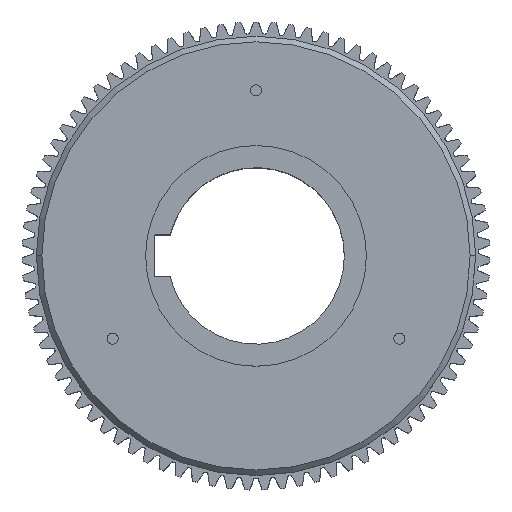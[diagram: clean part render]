
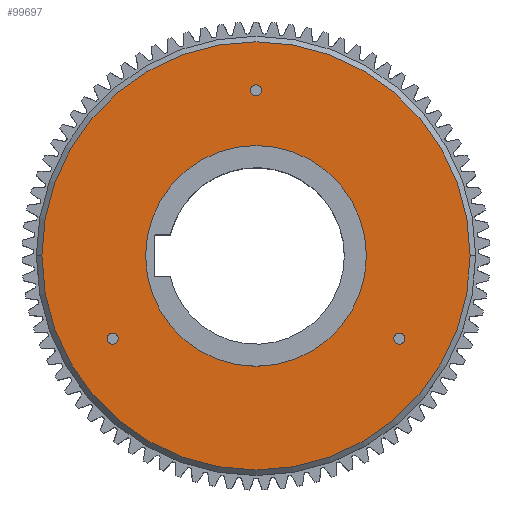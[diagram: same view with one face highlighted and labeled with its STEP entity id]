
A CAD part, top view. The second image highlights one B-rep face of the part: STEP entity #99697.
In plain terms, the highlighted planar face has unit normal (0, 0, 1).
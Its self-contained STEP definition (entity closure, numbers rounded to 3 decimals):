
#66401 = EDGE_CURVE ( 'NONE', #66404, #66408, #267354, .T. ) ;
#66404 = VERTEX_POINT ( 'NONE', #267466 ) ;
#66408 = VERTEX_POINT ( 'NONE', #267463 ) ;
#70803 = DIRECTION ( 'NONE',  ( 1., 0., 0. ) ) ;
#70806 = DIRECTION ( 'NONE',  ( 0., 0., 1. ) ) ;
#70809 = CARTESIAN_POINT ( 'NONE',  ( 0., 0., -2. ) ) ;
#70810 = AXIS2_PLACEMENT_3D ( 'NONE', #70809, #70806, #70803 ) ;
#70829 = CIRCLE ( 'NONE', #70810, 194. ) ;
#71968 = DIRECTION ( 'NONE',  ( 1., 0., 0. ) ) ;
#71970 = DIRECTION ( 'NONE',  ( 0., 0., 1. ) ) ;
#71973 = CARTESIAN_POINT ( 'NONE',  ( 0., 150., -2. ) ) ;
#71974 = AXIS2_PLACEMENT_3D ( 'NONE', #71973, #71970, #71968 ) ;
#71977 = CIRCLE ( 'NONE', #71974, 5. ) ;
#71986 = DIRECTION ( 'NONE',  ( 1., 0., 0. ) ) ;
#71988 = DIRECTION ( 'NONE',  ( 0., 0., 1. ) ) ;
#71990 = CARTESIAN_POINT ( 'NONE',  ( 0., 0., -2. ) ) ;
#71992 = AXIS2_PLACEMENT_3D ( 'NONE', #71990, #71988, #71986 ) ;
#71995 = CIRCLE ( 'NONE', #71992, 100. ) ;
#72047 = CARTESIAN_POINT ( 'NONE',  ( 129.904, -75., -2. ) ) ;
#72048 = CIRCLE ( 'NONE', #72235, 5. ) ;
#72093 = DIRECTION ( 'NONE',  ( 1., 0., 0. ) ) ;
#72095 = DIRECTION ( 'NONE',  ( 0., 0., 1. ) ) ;
#72097 = CARTESIAN_POINT ( 'NONE',  ( -129.904, -75., -2. ) ) ;
#72098 = AXIS2_PLACEMENT_3D ( 'NONE', #72097, #72095, #72093 ) ;
#72100 = CIRCLE ( 'NONE', #72098, 5. ) ;
#72203 = DIRECTION ( 'NONE',  ( 1., 0., 0. ) ) ;
#72206 = DIRECTION ( 'NONE',  ( 0., 0., 1. ) ) ;
#72208 = CARTESIAN_POINT ( 'NONE',  ( 0., 0., -2. ) ) ;
#72218 = AXIS2_PLACEMENT_3D ( 'NONE', #72208, #72206, #72203 ) ;
#72219 = PLANE ( 'NONE',  #72218 ) ;
#72221 = FACE_OUTER_BOUND ( 'NONE', #99347, .T. ) ;
#72223 = FACE_BOUND ( 'NONE', #99601, .T. ) ;
#72225 = FACE_BOUND ( 'NONE', #99590, .T. ) ;
#72226 = FACE_BOUND ( 'NONE', #99580, .T. ) ;
#72228 = FACE_BOUND ( 'NONE', #99698, .T. ) ;
#72231 = DIRECTION ( 'NONE',  ( 1., 0., 0. ) ) ;
#72233 = DIRECTION ( 'NONE',  ( 0., 0., 1. ) ) ;
#72235 = AXIS2_PLACEMENT_3D ( 'NONE', #72047, #72233, #72231 ) ;
#75922 = EDGE_CURVE ( 'NONE', #76218, #75928, #267364, .T. ) ;
#75928 = VERTEX_POINT ( 'NONE', #267357 ) ;
#75979 = VERTEX_POINT ( 'NONE', #267491 ) ;
#76091 = EDGE_CURVE ( 'NONE', #76249, #76175, #267835, .T. ) ;
#76175 = VERTEX_POINT ( 'NONE', #268037 ) ;
#76218 = VERTEX_POINT ( 'NONE', #268156 ) ;
#76249 = VERTEX_POINT ( 'NONE', #268187 ) ;
#76254 = VERTEX_POINT ( 'NONE', #268185 ) ;
#76264 = EDGE_CURVE ( 'NONE', #76254, #76267, #268174, .T. ) ;
#76267 = VERTEX_POINT ( 'NONE', #268166 ) ;
#76397 = EDGE_CURVE ( 'NONE', #75979, #76401, #268699, .T. ) ;
#76401 = VERTEX_POINT ( 'NONE', #268689 ) ;
#99347 = EDGE_LOOP ( 'NONE', ( #99350, #99357 ) ) ;
#99350 = ORIENTED_EDGE ( 'NONE', *, *, #99352, .T. ) ;
#99352 = EDGE_CURVE ( 'NONE', #66408, #66404, #70829, .T. ) ;
#99357 = ORIENTED_EDGE ( 'NONE', *, *, #66401, .T. ) ;
#99573 = ORIENTED_EDGE ( 'NONE', *, *, #99627, .F. ) ;
#99577 = ORIENTED_EDGE ( 'NONE', *, *, #76264, .F. ) ;
#99580 = EDGE_LOOP ( 'NONE', ( #99583, #99586 ) ) ;
#99583 = ORIENTED_EDGE ( 'NONE', *, *, #99695, .F. ) ;
#99586 = ORIENTED_EDGE ( 'NONE', *, *, #75922, .F. ) ;
#99590 = EDGE_LOOP ( 'NONE', ( #99593, #99597 ) ) ;
#99593 = ORIENTED_EDGE ( 'NONE', *, *, #99672, .F. ) ;
#99597 = ORIENTED_EDGE ( 'NONE', *, *, #76397, .F. ) ;
#99601 = EDGE_LOOP ( 'NONE', ( #99609, #99617 ) ) ;
#99609 = ORIENTED_EDGE ( 'NONE', *, *, #76091, .F. ) ;
#99617 = ORIENTED_EDGE ( 'NONE', *, *, #99620, .F. ) ;
#99620 = EDGE_CURVE ( 'NONE', #76175, #76249, #71995, .T. ) ;
#99627 = EDGE_CURVE ( 'NONE', #76267, #76254, #71977, .T. ) ;
#99672 = EDGE_CURVE ( 'NONE', #76401, #75979, #72100, .T. ) ;
#99695 = EDGE_CURVE ( 'NONE', #75928, #76218, #72048, .T. ) ;
#99697 = ADVANCED_FACE ( 'NONE', ( #72228, #72226, #72225, #72223, #72221 ), #72219, .T. ) ;
#99698 = EDGE_LOOP ( 'NONE', ( #99573, #99577 ) ) ;
#267348 = DIRECTION ( 'NONE',  ( 1., 0., 0. ) ) ;
#267349 = DIRECTION ( 'NONE',  ( 0., 0., 1. ) ) ;
#267350 = CARTESIAN_POINT ( 'NONE',  ( 0., 0., -2. ) ) ;
#267352 = AXIS2_PLACEMENT_3D ( 'NONE', #267350, #267349, #267348 ) ;
#267354 = CIRCLE ( 'NONE', #267352, 194. ) ;
#267357 = CARTESIAN_POINT ( 'NONE',  ( 134.904, -75., -2. ) ) ;
#267358 = DIRECTION ( 'NONE',  ( 1., 0., 0. ) ) ;
#267359 = DIRECTION ( 'NONE',  ( 0., 0., 1. ) ) ;
#267361 = CARTESIAN_POINT ( 'NONE',  ( 129.904, -75., -2. ) ) ;
#267362 = AXIS2_PLACEMENT_3D ( 'NONE', #267361, #267359, #267358 ) ;
#267364 = CIRCLE ( 'NONE', #267362, 5. ) ;
#267463 = CARTESIAN_POINT ( 'NONE',  ( -194., 0., -2. ) ) ;
#267466 = CARTESIAN_POINT ( 'NONE',  ( 194., 0., -2. ) ) ;
#267491 = CARTESIAN_POINT ( 'NONE',  ( -134.904, -75., -2. ) ) ;
#267832 = DIRECTION ( 'NONE',  ( 1., 0., 0. ) ) ;
#267833 = DIRECTION ( 'NONE',  ( 0., 0., 1. ) ) ;
#267834 = AXIS2_PLACEMENT_3D ( 'NONE', #267854, #267833, #267832 ) ;
#267835 = CIRCLE ( 'NONE', #267834, 100. ) ;
#267854 = CARTESIAN_POINT ( 'NONE',  ( 0., 0., -2. ) ) ;
#268037 = CARTESIAN_POINT ( 'NONE',  ( -100., 0., -2. ) ) ;
#268156 = CARTESIAN_POINT ( 'NONE',  ( 124.904, -75., -2. ) ) ;
#268166 = CARTESIAN_POINT ( 'NONE',  ( 5., 150., -2. ) ) ;
#268168 = DIRECTION ( 'NONE',  ( 1., 0., 0. ) ) ;
#268170 = DIRECTION ( 'NONE',  ( 0., 0., 1. ) ) ;
#268172 = CARTESIAN_POINT ( 'NONE',  ( 0., 150., -2. ) ) ;
#268173 = AXIS2_PLACEMENT_3D ( 'NONE', #268172, #268170, #268168 ) ;
#268174 = CIRCLE ( 'NONE', #268173, 5. ) ;
#268185 = CARTESIAN_POINT ( 'NONE',  ( -5., 150., -2. ) ) ;
#268187 = CARTESIAN_POINT ( 'NONE',  ( 100., 0., -2. ) ) ;
#268689 = CARTESIAN_POINT ( 'NONE',  ( -124.904, -75., -2. ) ) ;
#268691 = DIRECTION ( 'NONE',  ( 1., 0., 0. ) ) ;
#268693 = DIRECTION ( 'NONE',  ( 0., 0., 1. ) ) ;
#268695 = CARTESIAN_POINT ( 'NONE',  ( -129.904, -75., -2. ) ) ;
#268697 = AXIS2_PLACEMENT_3D ( 'NONE', #268695, #268693, #268691 ) ;
#268699 = CIRCLE ( 'NONE', #268697, 5. ) ;
